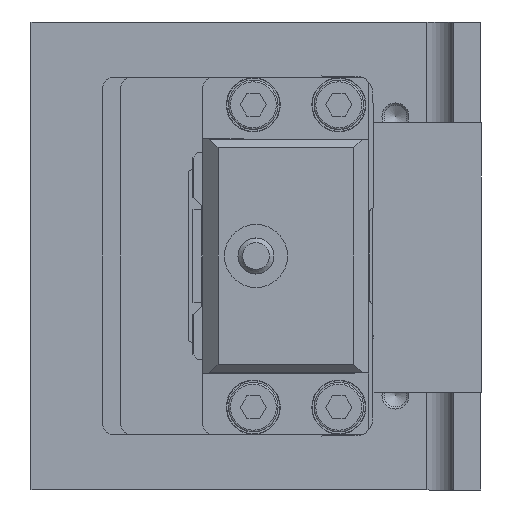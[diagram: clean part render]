
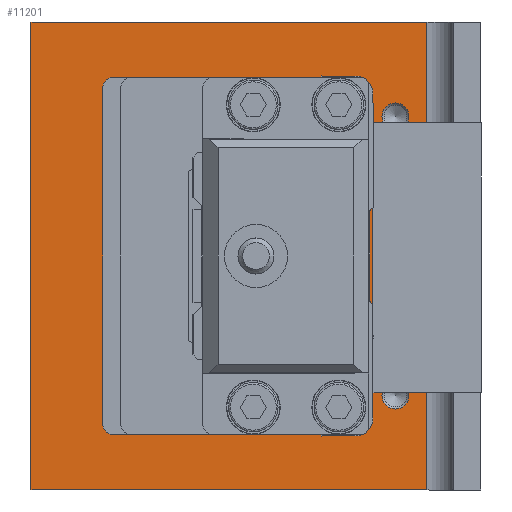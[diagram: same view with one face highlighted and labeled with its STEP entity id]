
A CAD part, left-side view. The second image highlights one B-rep face of the part: STEP entity #11201.
In plain terms, the highlighted face is planar.
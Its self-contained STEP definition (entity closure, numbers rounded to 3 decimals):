
#158=FACE_BOUND('',#3838,.T.);
#159=FACE_BOUND('',#3839,.T.);
#160=FACE_BOUND('',#3840,.T.);
#161=FACE_BOUND('',#3841,.T.);
#1445=LINE('',#19807,#2533);
#1448=LINE('',#19813,#2536);
#1451=LINE('',#19819,#2539);
#1455=LINE('',#19830,#2543);
#2533=VECTOR('',#15473,1.);
#2536=VECTOR('',#15478,1.);
#2539=VECTOR('',#15483,1.);
#2543=VECTOR('',#15493,1.);
#3147=FACE_OUTER_BOUND('',#3837,.T.);
#3837=EDGE_LOOP('',(#9843,#9844,#9845,#9846));
#3838=EDGE_LOOP('',(#9847));
#3839=EDGE_LOOP('',(#9848));
#3840=EDGE_LOOP('',(#9849));
#3841=EDGE_LOOP('',(#9850));
#4279=CIRCLE('',#12384,1.5);
#4280=CIRCLE('',#12385,1.5);
#4281=CIRCLE('',#12386,1.5);
#4282=CIRCLE('',#12387,1.5);
#5288=VERTEX_POINT('',#19804);
#5289=VERTEX_POINT('',#19806);
#5291=VERTEX_POINT('',#19812);
#5293=VERTEX_POINT('',#19818);
#5298=VERTEX_POINT('',#19831);
#5299=VERTEX_POINT('',#19833);
#5300=VERTEX_POINT('',#19835);
#5301=VERTEX_POINT('',#19837);
#6807=EDGE_CURVE('',#5288,#5289,#1445,.T.);
#6810=EDGE_CURVE('',#5289,#5291,#1448,.T.);
#6813=EDGE_CURVE('',#5291,#5293,#1451,.T.);
#6819=EDGE_CURVE('',#5293,#5288,#1455,.T.);
#6820=EDGE_CURVE('',#5298,#5298,#4279,.T.);
#6821=EDGE_CURVE('',#5299,#5299,#4280,.T.);
#6822=EDGE_CURVE('',#5300,#5300,#4281,.T.);
#6823=EDGE_CURVE('',#5301,#5301,#4282,.T.);
#9843=ORIENTED_EDGE('',*,*,#6819,.F.);
#9844=ORIENTED_EDGE('',*,*,#6813,.F.);
#9845=ORIENTED_EDGE('',*,*,#6810,.F.);
#9846=ORIENTED_EDGE('',*,*,#6807,.F.);
#9847=ORIENTED_EDGE('',*,*,#6820,.T.);
#9848=ORIENTED_EDGE('',*,*,#6821,.F.);
#9849=ORIENTED_EDGE('',*,*,#6822,.F.);
#9850=ORIENTED_EDGE('',*,*,#6823,.T.);
#10295=PLANE('',#12383);
#11201=ADVANCED_FACE('',(#3147,#158,#159,#160,#161),#10295,.F.);
#12383=AXIS2_PLACEMENT_3D('',#19829,#15491,#15492);
#12384=AXIS2_PLACEMENT_3D('',#19832,#15494,#15495);
#12385=AXIS2_PLACEMENT_3D('',#19834,#15496,#15497);
#12386=AXIS2_PLACEMENT_3D('',#19836,#15498,#15499);
#12387=AXIS2_PLACEMENT_3D('',#19838,#15500,#15501);
#15473=DIRECTION('',(0.,1.,0.));
#15478=DIRECTION('',(1.,0.,0.));
#15483=DIRECTION('',(0.,-1.,0.));
#15491=DIRECTION('center_axis',(0.,0.,-1.));
#15492=DIRECTION('ref_axis',(-1.,0.,0.));
#15493=DIRECTION('',(-1.,0.,0.));
#15494=DIRECTION('center_axis',(0.,0.,-1.));
#15495=DIRECTION('ref_axis',(0.,1.,0.));
#15496=DIRECTION('center_axis',(0.,0.,1.));
#15497=DIRECTION('ref_axis',(0.,-1.,0.));
#15498=DIRECTION('center_axis',(0.,0.,1.));
#15499=DIRECTION('ref_axis',(0.,1.,0.));
#15500=DIRECTION('center_axis',(0.,0.,-1.));
#15501=DIRECTION('ref_axis',(0.,-1.,0.));
#19804=CARTESIAN_POINT('',(-26.,-19.,3.));
#19806=CARTESIAN_POINT('',(-26.,25.,3.));
#19807=CARTESIAN_POINT('',(-26.,-25.,3.));
#19812=CARTESIAN_POINT('',(26.,25.,3.));
#19813=CARTESIAN_POINT('',(-26.,25.,3.));
#19818=CARTESIAN_POINT('',(26.,-19.,3.));
#19819=CARTESIAN_POINT('',(26.,25.,3.));
#19829=CARTESIAN_POINT('Origin',(0.,0.,3.));
#19830=CARTESIAN_POINT('',(0.,-19.,3.));
#19831=CARTESIAN_POINT('',(14.,15.5,3.));
#19832=CARTESIAN_POINT('Origin',(15.5,15.5,3.));
#19833=CARTESIAN_POINT('',(14.,-15.5,3.));
#19834=CARTESIAN_POINT('Origin',(15.5,-15.5,3.));
#19835=CARTESIAN_POINT('',(-17.,15.5,3.));
#19836=CARTESIAN_POINT('Origin',(-15.5,15.5,3.));
#19837=CARTESIAN_POINT('',(-17.,-15.5,3.));
#19838=CARTESIAN_POINT('Origin',(-15.5,-15.5,3.));
